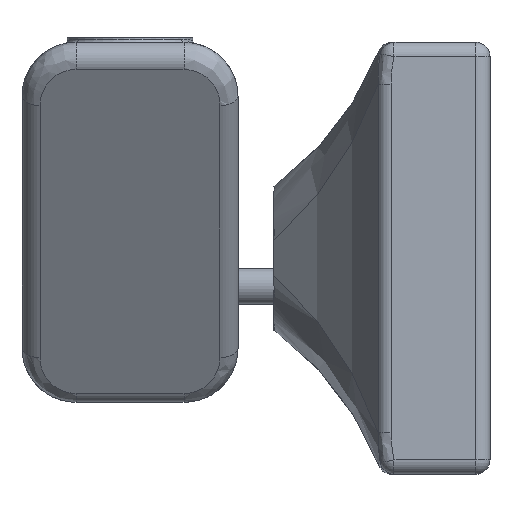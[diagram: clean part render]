
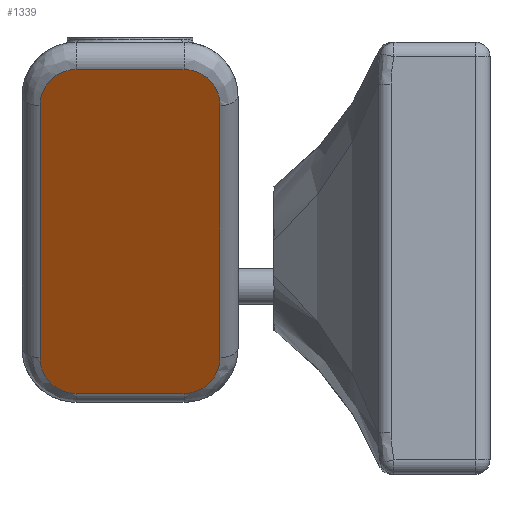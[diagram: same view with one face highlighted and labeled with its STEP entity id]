
A CAD part, left-side view. The second image highlights one B-rep face of the part: STEP entity #1339.
In plain terms, the highlighted planar face has unit normal (-0.858, 0, -0.514).
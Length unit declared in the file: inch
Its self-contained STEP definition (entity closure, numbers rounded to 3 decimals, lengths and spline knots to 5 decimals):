
#49=PLANE('',#1527);
#104=LINE('',#3054,#162);
#105=LINE('',#3104,#163);
#106=LINE('',#3141,#164);
#107=LINE('',#3178,#165);
#162=VECTOR('',#1890,0.3937);
#163=VECTOR('',#1901,0.3937);
#164=VECTOR('',#1910,0.3937);
#165=VECTOR('',#1919,0.3937);
#219=ELLIPSE('',#1515,0.29155,0.25);
#220=ELLIPSE('',#1519,0.29155,0.25);
#221=ELLIPSE('',#1523,0.29155,0.25);
#222=ELLIPSE('',#1526,0.29155,0.25);
#371=FACE_OUTER_BOUND('',#471,.T.);
#471=EDGE_LOOP('',(#1233,#1234,#1235,#1236,#1237,#1238,#1239,#1240));
#654=VERTEX_POINT('',#3051);
#655=VERTEX_POINT('',#3053);
#656=VERTEX_POINT('',#3098);
#657=VERTEX_POINT('',#3102);
#658=VERTEX_POINT('',#3135);
#659=VERTEX_POINT('',#3139);
#660=VERTEX_POINT('',#3172);
#661=VERTEX_POINT('',#3176);
#840=EDGE_CURVE('',#654,#655,#104,.T.);
#843=EDGE_CURVE('',#655,#656,#219,.T.);
#845=EDGE_CURVE('',#656,#657,#105,.T.);
#847=EDGE_CURVE('',#657,#658,#220,.T.);
#849=EDGE_CURVE('',#658,#659,#106,.T.);
#851=EDGE_CURVE('',#659,#660,#221,.T.);
#853=EDGE_CURVE('',#660,#661,#107,.T.);
#854=EDGE_CURVE('',#661,#654,#222,.T.);
#1233=ORIENTED_EDGE('',*,*,#840,.F.);
#1234=ORIENTED_EDGE('',*,*,#854,.F.);
#1235=ORIENTED_EDGE('',*,*,#853,.F.);
#1236=ORIENTED_EDGE('',*,*,#851,.F.);
#1237=ORIENTED_EDGE('',*,*,#849,.F.);
#1238=ORIENTED_EDGE('',*,*,#847,.F.);
#1239=ORIENTED_EDGE('',*,*,#845,.F.);
#1240=ORIENTED_EDGE('',*,*,#843,.F.);
#1339=ADVANCED_FACE('',(#371),#49,.F.);
#1515=AXIS2_PLACEMENT_3D('',#3100,#1895,#1896);
#1519=AXIS2_PLACEMENT_3D('',#3137,#1904,#1905);
#1523=AXIS2_PLACEMENT_3D('',#3174,#1913,#1914);
#1526=AXIS2_PLACEMENT_3D('',#3221,#1920,#1921);
#1527=AXIS2_PLACEMENT_3D('',#3222,#1922,#1923);
#1890=DIRECTION('',(0.,-1.,0.));
#1895=DIRECTION('center_axis',(0.857,0.,0.514));
#1896=DIRECTION('ref_axis',(-0.514,0.,0.857));
#1901=DIRECTION('',(0.514,0.,-0.857));
#1904=DIRECTION('center_axis',(0.857,0.,0.514));
#1905=DIRECTION('ref_axis',(0.514,0.,-0.857));
#1910=DIRECTION('',(0.,1.,0.));
#1913=DIRECTION('center_axis',(0.857,0.,0.514));
#1914=DIRECTION('ref_axis',(0.514,0.,-0.857));
#1919=DIRECTION('',(-0.514,0.,0.857));
#1920=DIRECTION('center_axis',(0.857,0.,0.514));
#1921=DIRECTION('ref_axis',(-0.514,0.,0.857));
#1922=DIRECTION('center_axis',(0.857,0.,0.514));
#1923=DIRECTION('ref_axis',(0.514,0.,-0.857));
#3051=CARTESIAN_POINT('',(-3.88641,2.875,-0.18931));
#3053=CARTESIAN_POINT('',(-3.88641,2.125,-0.18931));
#3054=CARTESIAN_POINT('',(-3.88641,2.875,-0.18931));
#3098=CARTESIAN_POINT('',(-3.73641,1.875,-0.43931));
#3100=CARTESIAN_POINT('Origin',(-3.73641,2.125,-0.43931));
#3102=CARTESIAN_POINT('',(-2.68641,1.875,-2.18931));
#3104=CARTESIAN_POINT('',(-4.,1.875,0.));
#3135=CARTESIAN_POINT('',(-2.53641,2.125,-2.43931));
#3137=CARTESIAN_POINT('Origin',(-2.68641,2.125,-2.18931));
#3139=CARTESIAN_POINT('',(-2.53641,2.875,-2.43931));
#3141=CARTESIAN_POINT('',(-2.53641,2.875,-2.43931));
#3172=CARTESIAN_POINT('',(-2.68641,3.125,-2.18931));
#3174=CARTESIAN_POINT('Origin',(-2.68641,2.875,-2.18931));
#3176=CARTESIAN_POINT('',(-3.73641,3.125,-0.43931));
#3178=CARTESIAN_POINT('',(-2.54412,3.125,-2.42647));
#3221=CARTESIAN_POINT('Origin',(-3.73641,2.875,-0.43931));
#3222=CARTESIAN_POINT('Origin',(-4.,3.25,0.));
